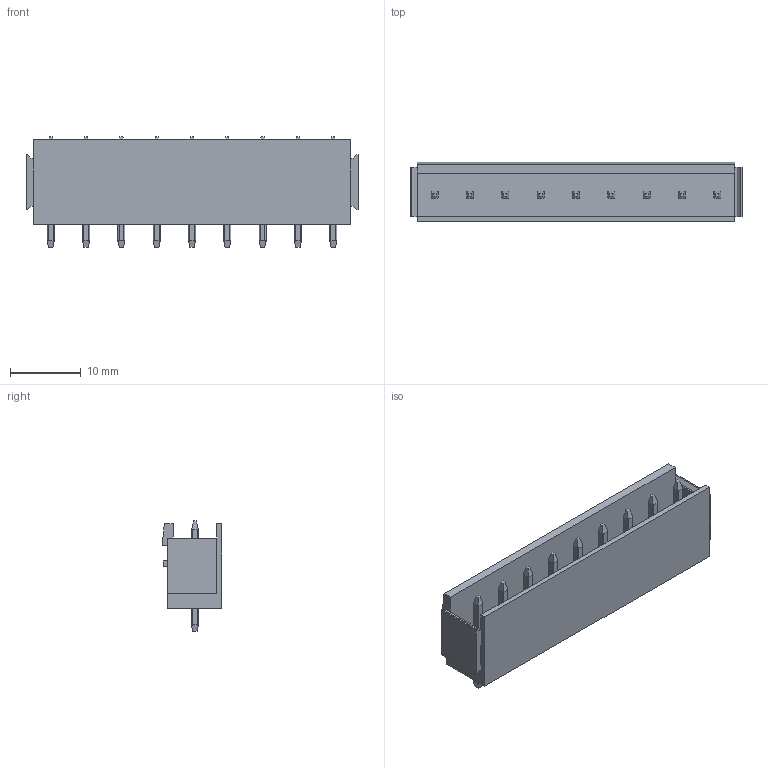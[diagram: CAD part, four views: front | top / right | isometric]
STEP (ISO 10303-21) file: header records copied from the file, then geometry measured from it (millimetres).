
FILE_DESCRIPTION(('CATIA V5 STEP Exchange','CAx-IF Rec.Pracs.--- Model Styling and Organization---1.4--- 2014-01-23'),'2;1');
FILE_NAME ('D1486981_0_1626670000_1626670000.stp','2021-05-14T12:37:09+00:00',('none'),('Weidmueller'),'CATIA Version 5-6 Release 2016 SP3 HF44','CATIA V5 STEP AP214','none');
FILE_SCHEMA(('AUTOMOTIVE_DESIGN { 1 0 10303 214 1 1 1 1 }'));
Length unit declared in the file: millimetre
Products named in the file (1): 1626670000
Bounding box: 47 x 8.43 x 15.6 mm (x, y, z)
Volume: 2096.7 mm3; surface area: 3561.5 mm2
Topology: 10 solids, 10 shells, 281 faces, 771 edges, 510 vertices
Faces by surface type: plane 207, cylinder 74
Entity records: 10475 total; most frequent: CARTESIAN_POINT 3439, ORIENTED_EDGE 1542, DIRECTION 1103, EDGE_CURVE 771, VECTOR 547, LINE 547, VERTEX_POINT 510, AXIS2_PLACEMENT_3D 318
